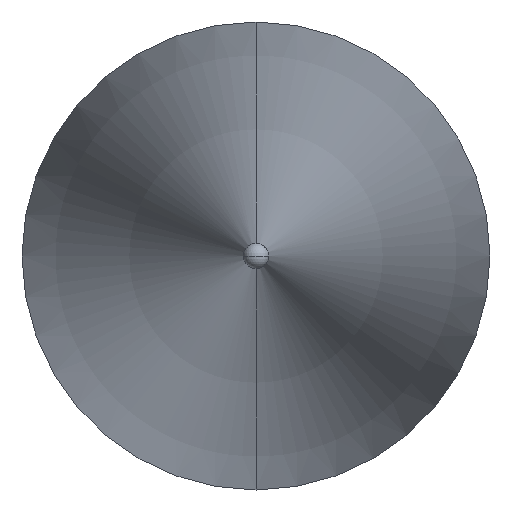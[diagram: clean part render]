
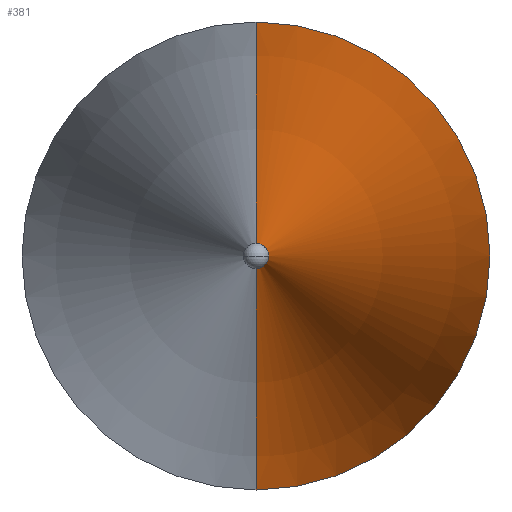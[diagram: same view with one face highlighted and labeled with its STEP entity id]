
A CAD part, front view. The second image highlights one B-rep face of the part: STEP entity #381.
In plain terms, the highlighted toroidal (fillet/blend) face has major radius 1526.99 mm and minor radius 1555.83 mm.
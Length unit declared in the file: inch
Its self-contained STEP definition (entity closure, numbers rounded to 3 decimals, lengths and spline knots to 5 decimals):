
#15 = ORIENTED_EDGE ( 'NONE', *, *, #264, .F. ) ;
#18 = DIRECTION ( 'NONE',  ( 1., 0., 0. ) ) ;
#25 = CIRCLE ( 'NONE', #336, 0.06091 ) ;
#28 = EDGE_CURVE ( 'NONE', #513, #479, #378, .T. ) ;
#46 = CARTESIAN_POINT ( 'NONE',  ( 0.06091, 0.31633, 0. ) ) ;
#51 = CARTESIAN_POINT ( 'NONE',  ( 0., 10.6, 1.125 ) ) ;
#67 = AXIS2_PLACEMENT_3D ( 'NONE', #483, #209, #415 ) ;
#70 = EDGE_CURVE ( 'NONE', #513, #152, #231, .T. ) ;
#74 = AXIS2_PLACEMENT_3D ( 'NONE', #347, #423, #335 ) ;
#105 = CARTESIAN_POINT ( 'NONE',  ( 0., 10.6, -1.125 ) ) ;
#107 = CARTESIAN_POINT ( 'NONE',  ( 0., 11.7401, -60.11757 ) ) ;
#112 = AXIS2_PLACEMENT_3D ( 'NONE', #489, #456, #369 ) ;
#125 = EDGE_CURVE ( 'NONE', #479, #271, #362, .T. ) ;
#126 = CARTESIAN_POINT ( 'NONE',  ( 0., 11.7401, 60.11757 ) ) ;
#135 = CARTESIAN_POINT ( 'NONE',  ( 0., 0.31633, 0.06091 ) ) ;
#147 = DIRECTION ( 'NONE',  ( 0., -1., 0. ) ) ;
#152 = VERTEX_POINT ( 'NONE', #465 ) ;
#165 = ORIENTED_EDGE ( 'NONE', *, *, #185, .F. ) ;
#185 = EDGE_CURVE ( 'NONE', #152, #432, #25, .T. ) ;
#206 = AXIS2_PLACEMENT_3D ( 'NONE', #126, #500, #292 ) ;
#209 = DIRECTION ( 'NONE',  ( 0., -1., 0. ) ) ;
#217 = FACE_OUTER_BOUND ( 'NONE', #360, .T. ) ;
#228 = CARTESIAN_POINT ( 'NONE',  ( 0., 0.31633, 0. ) ) ;
#231 = CIRCLE ( 'NONE', #206, 61.25318 ) ;
#236 = CIRCLE ( 'NONE', #74, 0.06091 ) ;
#257 = ORIENTED_EDGE ( 'NONE', *, *, #28, .T. ) ;
#258 = AXIS2_PLACEMENT_3D ( 'NONE', #107, #18, #468 ) ;
#264 = EDGE_CURVE ( 'NONE', #432, #271, #236, .T. ) ;
#271 = VERTEX_POINT ( 'NONE', #135 ) ;
#292 = DIRECTION ( 'NONE',  ( 0., 0., 1. ) ) ;
#298 = TOROIDAL_SURFACE ( 'NONE', #67, -60.11757, 61.25318 ) ;
#313 = DIRECTION ( 'NONE',  ( 0., 0., -1. ) ) ;
#335 = DIRECTION ( 'NONE',  ( 0., 0., -1. ) ) ;
#336 = AXIS2_PLACEMENT_3D ( 'NONE', #228, #147, #313 ) ;
#347 = CARTESIAN_POINT ( 'NONE',  ( 0., 0.31633, 0. ) ) ;
#360 = EDGE_LOOP ( 'NONE', ( #257, #436, #15, #165, #525 ) ) ;
#362 = CIRCLE ( 'NONE', #258, 61.25318 ) ;
#369 = DIRECTION ( 'NONE',  ( 0., 0., -1. ) ) ;
#378 = CIRCLE ( 'NONE', #112, 1.125 ) ;
#381 = ADVANCED_FACE ( 'NONE', ( #217 ), #298, .T. ) ;
#415 = DIRECTION ( 'NONE',  ( 0., 0., -1. ) ) ;
#423 = DIRECTION ( 'NONE',  ( 0., -1., 0. ) ) ;
#432 = VERTEX_POINT ( 'NONE', #46 ) ;
#436 = ORIENTED_EDGE ( 'NONE', *, *, #125, .T. ) ;
#456 = DIRECTION ( 'NONE',  ( 0., -1., 0. ) ) ;
#465 = CARTESIAN_POINT ( 'NONE',  ( 0., 0.31633, -0.06091 ) ) ;
#468 = DIRECTION ( 'NONE',  ( 0., 0., -1. ) ) ;
#479 = VERTEX_POINT ( 'NONE', #51 ) ;
#483 = CARTESIAN_POINT ( 'NONE',  ( 0., 11.7401, 0. ) ) ;
#489 = CARTESIAN_POINT ( 'NONE',  ( 0., 10.6, 0. ) ) ;
#500 = DIRECTION ( 'NONE',  ( -1., 0., 0. ) ) ;
#513 = VERTEX_POINT ( 'NONE', #105 ) ;
#525 = ORIENTED_EDGE ( 'NONE', *, *, #70, .F. ) ;
